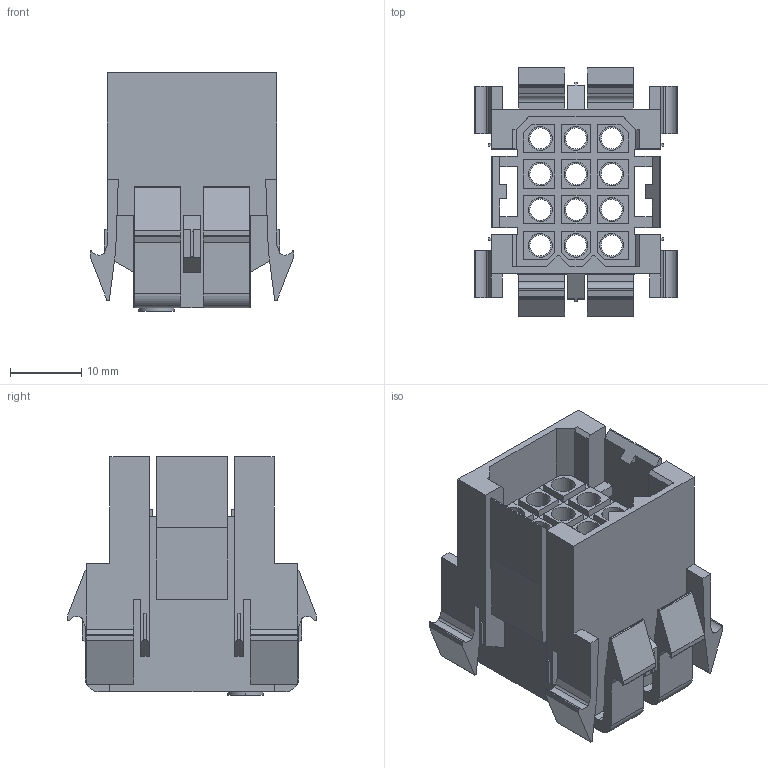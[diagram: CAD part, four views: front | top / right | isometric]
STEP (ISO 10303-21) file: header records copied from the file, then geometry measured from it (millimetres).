
FILE_DESCRIPTION(('CATIA V5 STEP Exchange','CAx-IF Rec.Pracs.--- Model Styling and Organization---1.2---2011-12-15'),'2;1');
FILE_NAME ('D1451801_0_1416100000_1416100000.stp','2018-09-20T17:58:38+00:00',('none'),('Weidmueller'),'CATIA Version 5-6 Release 2014','CATIA V5 STEP AP214','none');
FILE_SCHEMA(('AUTOMOTIVE_DESIGN { 1 0 10303 214 1 1 1 1 }'));
Length unit declared in the file: millimetre
Products named in the file (1): 1416100000
Bounding box: 28.6 x 34.8 x 33.5 mm (x, y, z)
Volume: 10375 mm3; surface area: 11402.1 mm2
Topology: 1 solids, 1 shells, 451 faces, 1204 edges, 802 vertices
Faces by surface type: plane 293, cylinder 158
Entity records: 12540 total; most frequent: ORIENTED_EDGE 2408, CARTESIAN_POINT 2202, DIRECTION 1594, EDGE_CURVE 1204, VECTOR 888, LINE 888, VERTEX_POINT 802, EDGE_LOOP 526
